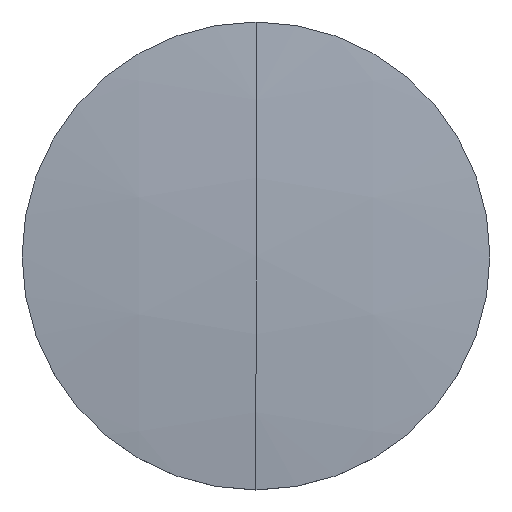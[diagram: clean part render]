
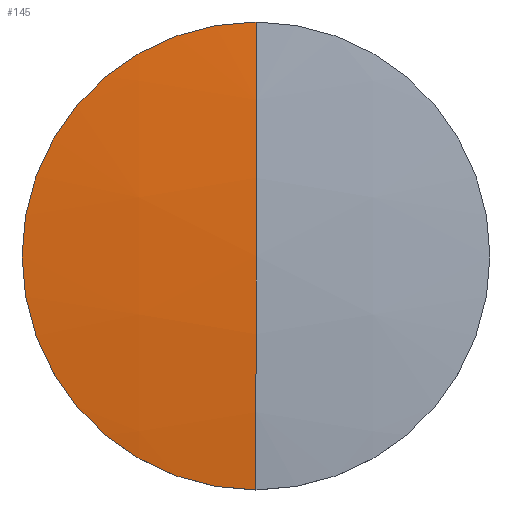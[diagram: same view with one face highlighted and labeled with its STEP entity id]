
A CAD part, top view. The second image highlights one B-rep face of the part: STEP entity #145.
In plain terms, the highlighted spherical face has radius 128.77 mm.
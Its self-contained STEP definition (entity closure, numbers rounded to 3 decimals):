
#64 = CARTESIAN_POINT ( 'NONE',  ( 0., 15., 0.433 ) ) ;
#74 = FACE_OUTER_BOUND ( 'NONE', #146, .T. ) ;
#104 = DIRECTION ( 'NONE',  ( 0., 1., 0. ) ) ;
#105 = DIRECTION ( 'NONE',  ( -1., 0., 0. ) ) ;
#106 = AXIS2_PLACEMENT_3D ( 'NONE', #111, #105, #104 ) ;
#107 = CARTESIAN_POINT ( 'NONE',  ( 0., -15., 0.433 ) ) ;
#111 = CARTESIAN_POINT ( 'NONE',  ( 0., 0., -127.46 ) ) ;
#112 = SPHERICAL_SURFACE ( 'NONE', #106, 128.77 ) ;
#124 = AXIS2_PLACEMENT_3D ( 'NONE', #126, #130, #259 ) ;
#125 = CIRCLE ( 'NONE', #124, 15. ) ;
#126 = CARTESIAN_POINT ( 'NONE',  ( 0., 0., 0.433 ) ) ;
#130 = DIRECTION ( 'NONE',  ( 0., 0., 1. ) ) ;
#139 = VERTEX_POINT ( 'NONE', #64 ) ;
#145 = ADVANCED_FACE ( 'NONE', ( #74 ), #112, .T. ) ;
#146 = EDGE_LOOP ( 'NONE', ( #147, #155, #157, #160 ) ) ;
#147 = ORIENTED_EDGE ( 'NONE', *, *, #175, .T. ) ;
#148 = VERTEX_POINT ( 'NONE', #107 ) ;
#155 = ORIENTED_EDGE ( 'NONE', *, *, #156, .T. ) ;
#156 = EDGE_CURVE ( 'NONE', #173, #148, #125, .T. ) ;
#157 = ORIENTED_EDGE ( 'NONE', *, *, #158, .T. ) ;
#158 = EDGE_CURVE ( 'NONE', #148, #159, #230, .T. ) ;
#159 = VERTEX_POINT ( 'NONE', #217 ) ;
#160 = ORIENTED_EDGE ( 'NONE', *, *, #161, .F. ) ;
#161 = EDGE_CURVE ( 'NONE', #139, #159, #196, .T. ) ;
#173 = VERTEX_POINT ( 'NONE', #189 ) ;
#175 = EDGE_CURVE ( 'NONE', #139, #173, #188, .T. ) ;
#176 = DIRECTION ( 'NONE',  ( 0., 0., -1. ) ) ;
#177 = AXIS2_PLACEMENT_3D ( 'NONE', #195, #194, #176 ) ;
#188 = CIRCLE ( 'NONE', #245, 15. ) ;
#189 = CARTESIAN_POINT ( 'NONE',  ( -15., 0., 0.433 ) ) ;
#193 = CARTESIAN_POINT ( 'NONE',  ( 0., 0., -127.46 ) ) ;
#194 = DIRECTION ( 'NONE',  ( 1., 0., 0. ) ) ;
#195 = CARTESIAN_POINT ( 'NONE',  ( 0., 0., -127.46 ) ) ;
#196 = CIRCLE ( 'NONE', #177, 128.77 ) ;
#211 = DIRECTION ( 'NONE',  ( -1., 0., 0. ) ) ;
#217 = CARTESIAN_POINT ( 'NONE',  ( 0., 0., 1.31 ) ) ;
#220 = DIRECTION ( 'NONE',  ( 0., -1., 0. ) ) ;
#221 = AXIS2_PLACEMENT_3D ( 'NONE', #193, #211, #220 ) ;
#230 = CIRCLE ( 'NONE', #221, 128.77 ) ;
#242 = DIRECTION ( 'NONE',  ( 1., 0., 0. ) ) ;
#243 = DIRECTION ( 'NONE',  ( 0., 0., 1. ) ) ;
#244 = CARTESIAN_POINT ( 'NONE',  ( 0., 0., 0.433 ) ) ;
#245 = AXIS2_PLACEMENT_3D ( 'NONE', #244, #243, #242 ) ;
#259 = DIRECTION ( 'NONE',  ( 1., 0., 0. ) ) ;
